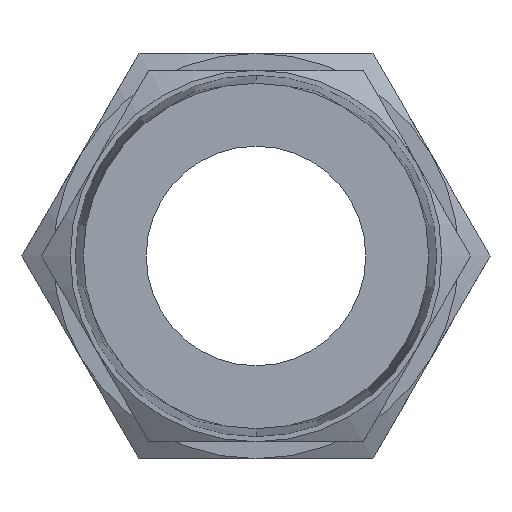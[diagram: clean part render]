
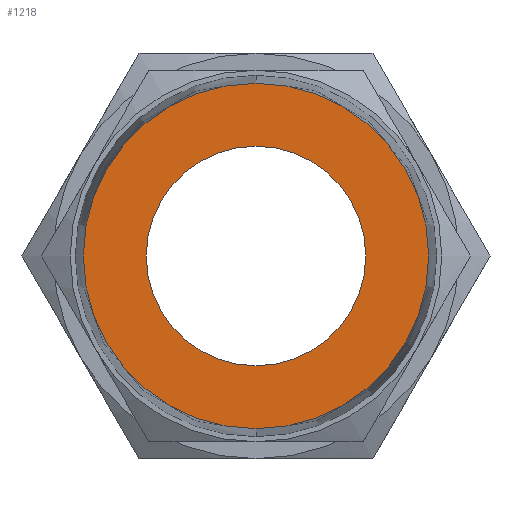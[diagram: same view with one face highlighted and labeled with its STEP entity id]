
A CAD part, front view. The second image highlights one B-rep face of the part: STEP entity #1218.
In plain terms, the highlighted planar face has unit normal (0, -1, 0).
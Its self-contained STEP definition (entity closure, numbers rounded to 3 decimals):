
#56 = AXIS2_PLACEMENT_3D ( 'NONE', #691, #1575, #811 ) ;
#79 = DIRECTION ( 'NONE',  ( 0., 0., 1. ) ) ;
#123 = CARTESIAN_POINT ( 'NONE',  ( 0., -8., 6.5 ) ) ;
#263 = CARTESIAN_POINT ( 'NONE',  ( 0., -8., 0. ) ) ;
#324 = FACE_BOUND ( 'NONE', #1453, .T. ) ;
#354 = CIRCLE ( 'NONE', #1429, 6.5 ) ;
#383 = DIRECTION ( 'NONE',  ( 0., 0., 1. ) ) ;
#476 = CARTESIAN_POINT ( 'NONE',  ( 0., -8., 0. ) ) ;
#515 = EDGE_LOOP ( 'NONE', ( #914, #798 ) ) ;
#603 = CARTESIAN_POINT ( 'NONE',  ( 0., -8., -6.5 ) ) ;
#604 = DIRECTION ( 'NONE',  ( 0., 0., 1. ) ) ;
#644 = DIRECTION ( 'NONE',  ( 0., 0., -1. ) ) ;
#691 = CARTESIAN_POINT ( 'NONE',  ( 0., -8., 0. ) ) ;
#747 = CIRCLE ( 'NONE', #1674, 10.228 ) ;
#798 = ORIENTED_EDGE ( 'NONE', *, *, #1341, .F. ) ;
#808 = ORIENTED_EDGE ( 'NONE', *, *, #1516, .T. ) ;
#811 = DIRECTION ( 'NONE',  ( 0., 0., 1. ) ) ;
#826 = EDGE_CURVE ( 'NONE', #1658, #908, #971, .T. ) ;
#850 = CIRCLE ( 'NONE', #56, 10.228 ) ;
#857 = DIRECTION ( 'NONE',  ( 0., 1., 0. ) ) ;
#908 = VERTEX_POINT ( 'NONE', #603 ) ;
#914 = ORIENTED_EDGE ( 'NONE', *, *, #1052, .F. ) ;
#937 = VERTEX_POINT ( 'NONE', #1169 ) ;
#941 = AXIS2_PLACEMENT_3D ( 'NONE', #1082, #1267, #383 ) ;
#971 = CIRCLE ( 'NONE', #941, 6.5 ) ;
#1026 = PLANE ( 'NONE',  #1290 ) ;
#1052 = EDGE_CURVE ( 'NONE', #1323, #937, #747, .T. ) ;
#1082 = CARTESIAN_POINT ( 'NONE',  ( 0., -8., 0. ) ) ;
#1169 = CARTESIAN_POINT ( 'NONE',  ( 0., -8., -10.228 ) ) ;
#1201 = ORIENTED_EDGE ( 'NONE', *, *, #826, .T. ) ;
#1218 = ADVANCED_FACE ( 'NONE', ( #324, #1305 ), #1026, .T. ) ;
#1267 = DIRECTION ( 'NONE',  ( 0., 1., 0. ) ) ;
#1290 = AXIS2_PLACEMENT_3D ( 'NONE', #263, #1400, #644 ) ;
#1298 = CARTESIAN_POINT ( 'NONE',  ( 0., -8., 10.228 ) ) ;
#1305 = FACE_OUTER_BOUND ( 'NONE', #515, .T. ) ;
#1323 = VERTEX_POINT ( 'NONE', #1298 ) ;
#1341 = EDGE_CURVE ( 'NONE', #937, #1323, #850, .T. ) ;
#1368 = DIRECTION ( 'NONE',  ( 0., 1., 0. ) ) ;
#1400 = DIRECTION ( 'NONE',  ( 0., -1., 0. ) ) ;
#1429 = AXIS2_PLACEMENT_3D ( 'NONE', #1627, #857, #79 ) ;
#1453 = EDGE_LOOP ( 'NONE', ( #1201, #808 ) ) ;
#1516 = EDGE_CURVE ( 'NONE', #908, #1658, #354, .T. ) ;
#1575 = DIRECTION ( 'NONE',  ( 0., 1., 0. ) ) ;
#1627 = CARTESIAN_POINT ( 'NONE',  ( 0., -8., 0. ) ) ;
#1658 = VERTEX_POINT ( 'NONE', #123 ) ;
#1674 = AXIS2_PLACEMENT_3D ( 'NONE', #476, #1368, #604 ) ;
